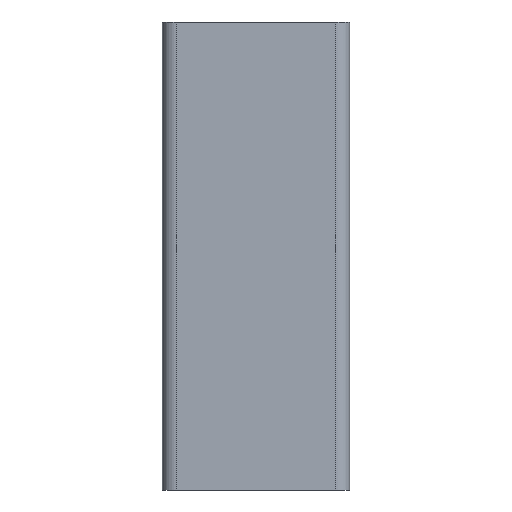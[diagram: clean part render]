
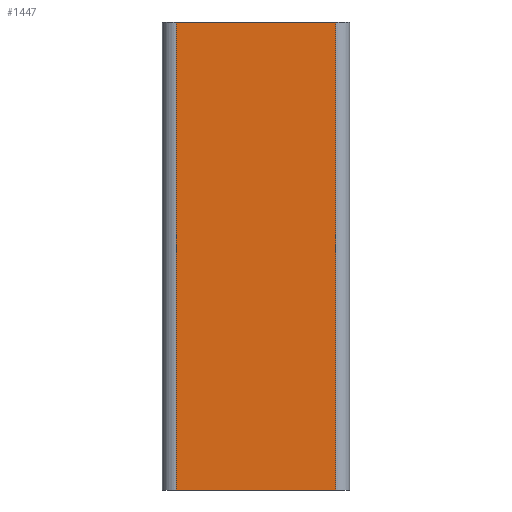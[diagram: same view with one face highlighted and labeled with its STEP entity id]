
A CAD part, left-side view. The second image highlights one B-rep face of the part: STEP entity #1447.
In plain terms, the highlighted planar face has unit normal (-1, 0, 0).
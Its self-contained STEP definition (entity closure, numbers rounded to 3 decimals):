
#63=PLANE('',#1569);
#135=FACE_OUTER_BOUND('',#208,.T.);
#208=EDGE_LOOP('',(#1279,#1280,#1281,#1282));
#359=LINE('',#2358,#521);
#363=LINE('',#2372,#525);
#371=LINE('',#2393,#533);
#372=LINE('',#2396,#534);
#521=VECTOR('',#1929,34.);
#525=VECTOR('',#1943,100.);
#533=VECTOR('',#1967,100.);
#534=VECTOR('',#1972,34.);
#711=VERTEX_POINT('',#2355);
#712=VERTEX_POINT('',#2357);
#717=VERTEX_POINT('',#2370);
#722=VERTEX_POINT('',#2392);
#912=EDGE_CURVE('',#712,#711,#359,.T.);
#920=EDGE_CURVE('',#717,#711,#363,.T.);
#930=EDGE_CURVE('',#722,#712,#371,.T.);
#932=EDGE_CURVE('',#722,#717,#372,.T.);
#1279=ORIENTED_EDGE('',*,*,#912,.T.);
#1280=ORIENTED_EDGE('',*,*,#920,.F.);
#1281=ORIENTED_EDGE('',*,*,#932,.F.);
#1282=ORIENTED_EDGE('',*,*,#930,.T.);
#1447=ADVANCED_FACE('',(#135),#63,.T.);
#1569=AXIS2_PLACEMENT_3D('',#2395,#1970,#1971);
#1929=DIRECTION('',(0.,1.,0.));
#1943=DIRECTION('',(0.,0.,1.));
#1967=DIRECTION('',(0.,0.,1.));
#1970=DIRECTION('center_axis',(-1.,0.,0.));
#1971=DIRECTION('ref_axis',(0.,-1.,0.));
#1972=DIRECTION('',(0.,1.,0.));
#2355=CARTESIAN_POINT('',(-15.,17.,100.));
#2357=CARTESIAN_POINT('',(-15.,-17.,100.));
#2358=CARTESIAN_POINT('',(-15.,8.5,100.));
#2370=CARTESIAN_POINT('',(-15.,17.,0.));
#2372=CARTESIAN_POINT('',(-15.,17.,0.));
#2392=CARTESIAN_POINT('',(-15.,-17.,0.));
#2393=CARTESIAN_POINT('',(-15.,-17.,0.));
#2395=CARTESIAN_POINT('Origin',(-15.,17.,0.));
#2396=CARTESIAN_POINT('',(-15.,8.5,0.));
